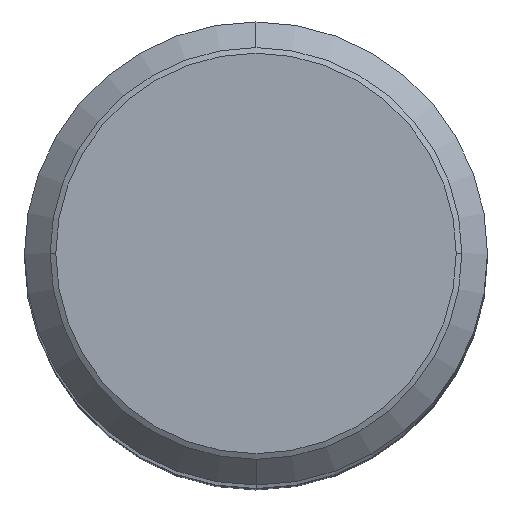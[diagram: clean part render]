
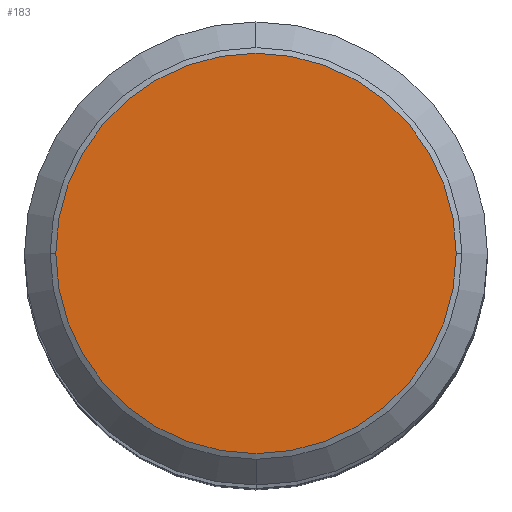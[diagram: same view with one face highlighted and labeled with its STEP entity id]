
A CAD part, top view. The second image highlights one B-rep face of the part: STEP entity #183.
In plain terms, the highlighted planar face has unit normal (0, 0, 1).
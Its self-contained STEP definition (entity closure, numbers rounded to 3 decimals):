
#183=ADVANCED_FACE('',(#386),#387,.T.);
#193=VERTEX_POINT('',#398);
#195=EDGE_CURVE('',#209,#193,#400,.T.);
#197=EDGE_CURVE('',#193,#209,#402,.T.);
#209=VERTEX_POINT('',#414);
#386=FACE_OUTER_BOUND('',#605,.T.);
#387=PLANE('',#606);
#398=CARTESIAN_POINT('',(6.917,0.,82.));
#400=CIRCLE('',#626,6.917);
#402=CIRCLE('',#629,6.917);
#414=CARTESIAN_POINT('',(-6.917,0.,82.0));
#605=EDGE_LOOP('',(#904,#905));
#606=AXIS2_PLACEMENT_3D('',#906,#907,#908);
#626=AXIS2_PLACEMENT_3D('',#921,#922,#923);
#629=AXIS2_PLACEMENT_3D('',#924,#925,#926);
#904=ORIENTED_EDGE('',*,*,#195,.T.);
#905=ORIENTED_EDGE('',*,*,#197,.T.);
#906=CARTESIAN_POINT('',(0.,-3.5,82.));
#907=DIRECTION('',(0.0,0.0,1.0));
#908=DIRECTION('',(0.,-1.0,0.0));
#921=CARTESIAN_POINT('',(0.,0.0,82.));
#922=DIRECTION('',(0.0,0.0,1.0));
#923=DIRECTION('',(-1.0,0.,0.0));
#924=CARTESIAN_POINT('',(0.,0.0,82.));
#925=DIRECTION('',(0.0,0.0,1.0));
#926=DIRECTION('',(-1.0,0.,0.0));
